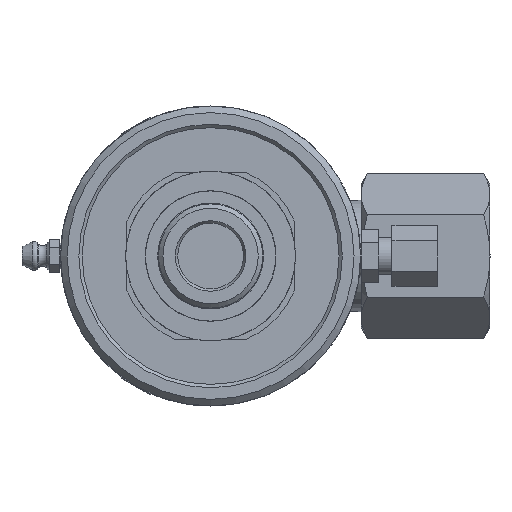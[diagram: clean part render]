
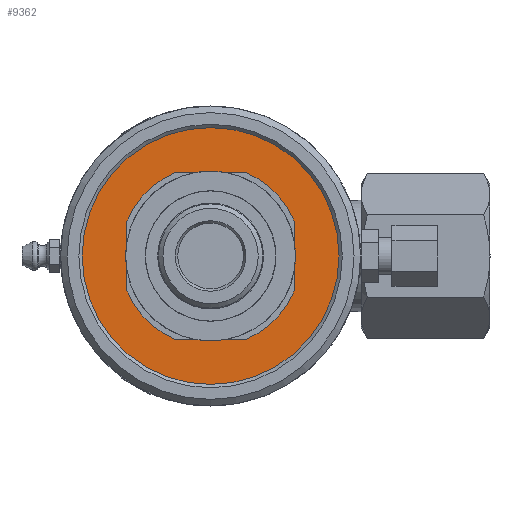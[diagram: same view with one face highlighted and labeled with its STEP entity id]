
A CAD part, left-side view. The second image highlights one B-rep face of the part: STEP entity #9362.
In plain terms, the highlighted planar face has unit normal (-1, 0, 0).
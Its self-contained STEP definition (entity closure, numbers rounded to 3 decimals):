
#1297=LINE('',#58494,#1834);
#1300=LINE('',#58500,#1837);
#1303=LINE('',#58506,#1840);
#1306=LINE('',#58512,#1843);
#1834=VECTOR('',#11870,10.);
#1837=VECTOR('',#11875,10.);
#1840=VECTOR('',#11880,10.);
#1843=VECTOR('',#11885,10.);
#1987=FACE_BOUND('',#3052,.T.);
#2470=FACE_OUTER_BOUND('',#3051,.T.);
#3051=EDGE_LOOP('',(#8259,#8260));
#3052=EDGE_LOOP('',(#8261,#8262,#8263,#8264,#8265,#8266,#8267,#8268));
#3378=CIRCLE('',#10042,22.05);
#3379=CIRCLE('',#10044,22.05);
#3380=CIRCLE('',#10046,22.05);
#3396=CIRCLE('',#10070,22.05);
#3412=CIRCLE('',#10102,33.45);
#3413=CIRCLE('',#10103,33.45);
#4262=VERTEX_POINT('',#58491);
#4263=VERTEX_POINT('',#58493);
#4264=VERTEX_POINT('',#58497);
#4265=VERTEX_POINT('',#58499);
#4266=VERTEX_POINT('',#58503);
#4267=VERTEX_POINT('',#58505);
#4268=VERTEX_POINT('',#58509);
#4269=VERTEX_POINT('',#58511);
#4299=VERTEX_POINT('',#58619);
#4300=VERTEX_POINT('',#58620);
#5571=EDGE_CURVE('',#4263,#4262,#1297,.T.);
#5574=EDGE_CURVE('',#4265,#4264,#1300,.T.);
#5577=EDGE_CURVE('',#4267,#4266,#1303,.T.);
#5580=EDGE_CURVE('',#4269,#4268,#1306,.T.);
#5582=EDGE_CURVE('',#4266,#4269,#3378,.T.);
#5583=EDGE_CURVE('',#4268,#4265,#3379,.T.);
#5584=EDGE_CURVE('',#4262,#4267,#3380,.T.);
#5605=EDGE_CURVE('',#4264,#4263,#3396,.T.);
#5631=EDGE_CURVE('',#4299,#4300,#3412,.T.);
#5632=EDGE_CURVE('',#4300,#4299,#3413,.T.);
#8259=ORIENTED_EDGE('',*,*,#5631,.T.);
#8260=ORIENTED_EDGE('',*,*,#5632,.T.);
#8261=ORIENTED_EDGE('',*,*,#5580,.T.);
#8262=ORIENTED_EDGE('',*,*,#5583,.T.);
#8263=ORIENTED_EDGE('',*,*,#5574,.T.);
#8264=ORIENTED_EDGE('',*,*,#5605,.T.);
#8265=ORIENTED_EDGE('',*,*,#5571,.T.);
#8266=ORIENTED_EDGE('',*,*,#5584,.T.);
#8267=ORIENTED_EDGE('',*,*,#5577,.T.);
#8268=ORIENTED_EDGE('',*,*,#5582,.T.);
#8634=PLANE('',#10101);
#9362=ADVANCED_FACE('',(#2470,#1987),#8634,.F.);
#10042=AXIS2_PLACEMENT_3D('',#58515,#11889,#11890);
#10044=AXIS2_PLACEMENT_3D('',#58517,#11893,#11894);
#10046=AXIS2_PLACEMENT_3D('',#58519,#11897,#11898);
#10070=AXIS2_PLACEMENT_3D('',#58562,#11950,#11951);
#10101=AXIS2_PLACEMENT_3D('',#58618,#12022,#12023);
#10102=AXIS2_PLACEMENT_3D('',#58621,#12024,#12025);
#10103=AXIS2_PLACEMENT_3D('',#58622,#12026,#12027);
#11870=DIRECTION('',(0.,0.,-1.));
#11875=DIRECTION('',(0.,-1.,0.));
#11880=DIRECTION('',(0.,1.,0.));
#11885=DIRECTION('',(0.,0.,1.));
#11889=DIRECTION('center_axis',(1.,0.,0.));
#11890=DIRECTION('ref_axis',(0.,1.,0.));
#11893=DIRECTION('center_axis',(1.,0.,0.));
#11894=DIRECTION('ref_axis',(0.,1.,0.));
#11897=DIRECTION('center_axis',(1.,0.,0.));
#11898=DIRECTION('ref_axis',(0.,1.,0.));
#11950=DIRECTION('center_axis',(1.,0.,0.));
#11951=DIRECTION('ref_axis',(0.,1.,0.));
#12022=DIRECTION('center_axis',(1.,0.,0.));
#12023=DIRECTION('ref_axis',(0.,0.,-1.));
#12024=DIRECTION('center_axis',(-1.,0.,0.));
#12025=DIRECTION('ref_axis',(0.,1.,0.));
#12026=DIRECTION('center_axis',(-1.,0.,0.));
#12027=DIRECTION('ref_axis',(0.,1.,0.));
#58491=CARTESIAN_POINT('',(4.775,-20.345,-8.502));
#58493=CARTESIAN_POINT('',(4.775,-20.345,8.502));
#58494=CARTESIAN_POINT('',(4.775,-20.345,4.251));
#58497=CARTESIAN_POINT('',(4.775,-8.502,20.345));
#58499=CARTESIAN_POINT('',(4.775,8.502,20.345));
#58500=CARTESIAN_POINT('',(4.775,16.388,20.345));
#58503=CARTESIAN_POINT('',(4.775,8.502,-20.345));
#58505=CARTESIAN_POINT('',(4.775,-8.502,-20.345));
#58506=CARTESIAN_POINT('',(4.775,7.887,-20.345));
#58509=CARTESIAN_POINT('',(4.775,20.345,8.502));
#58511=CARTESIAN_POINT('',(4.775,20.345,-8.502));
#58512=CARTESIAN_POINT('',(4.775,20.345,-4.251));
#58515=CARTESIAN_POINT('Origin',(4.775,0.,0.));
#58517=CARTESIAN_POINT('Origin',(4.775,0.,0.));
#58519=CARTESIAN_POINT('Origin',(4.775,0.,0.));
#58562=CARTESIAN_POINT('Origin',(4.775,0.,0.));
#58618=CARTESIAN_POINT('Origin',(4.775,24.275,0.));
#58619=CARTESIAN_POINT('',(4.775,33.45,0.));
#58620=CARTESIAN_POINT('',(4.775,-33.45,0.));
#58621=CARTESIAN_POINT('Origin',(4.775,0.,0.));
#58622=CARTESIAN_POINT('Origin',(4.775,0.,0.));
